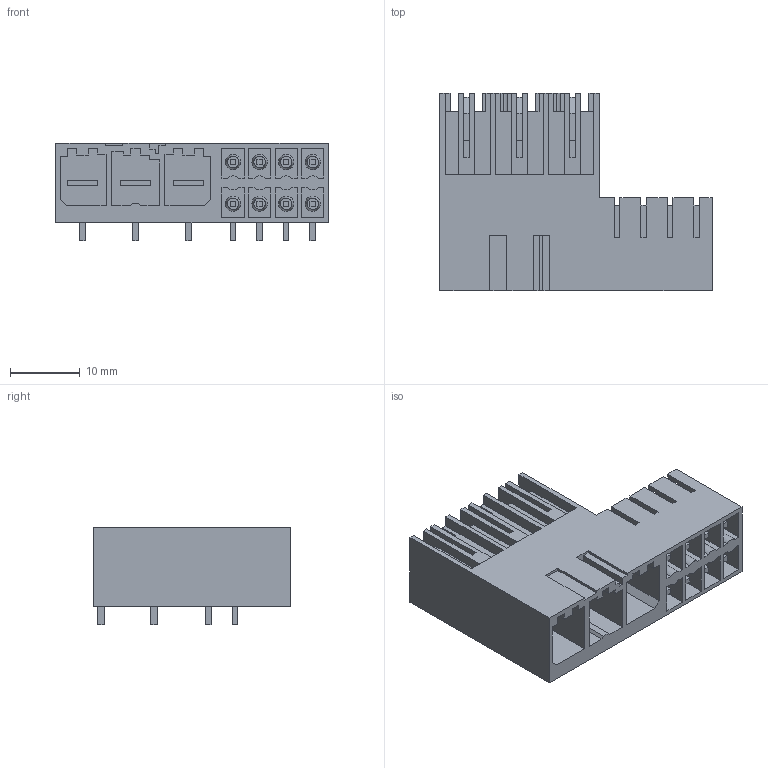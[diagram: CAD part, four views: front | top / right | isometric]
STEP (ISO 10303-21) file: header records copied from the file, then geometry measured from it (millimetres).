
FILE_DESCRIPTION(('CATIA V5 STEP','CAx-IF Rec.Pracs.--- Model Styling and Organization---1.4--- 2014-01-23'),'2;1');
FILE_NAME ('178988-1_1', '2023-09-25T08:20:52+00:00', ('none'), ('Weidmueller'), 'CATIA Version 5-6 Release 2016 SP3 HF44', 'CATIA V5 STEP AP214', 'none');
FILE_SCHEMA(('AUTOMOTIVE_DESIGN { 1 0 10303 214 1 1 1 1 }'));
Length unit declared in the file: millimetre
Products named in the file (1): 2529070000
Bounding box: 39.07 x 28.3 x 14 mm (x, y, z)
Volume: 4964.4 mm3; surface area: 8770 mm2
Topology: 12 solids, 12 shells, 659 faces, 1981 edges, 1355 vertices
Faces by surface type: plane 627, cylinder 16, cone 16
Entity records: 20645 total; most frequent: ORIENTED_EDGE 3962, CARTESIAN_POINT 3840, DIRECTION 2706, EDGE_CURVE 1981, VECTOR 1910, LINE 1910, VERTEX_POINT 1355, EDGE_LOOP 690
